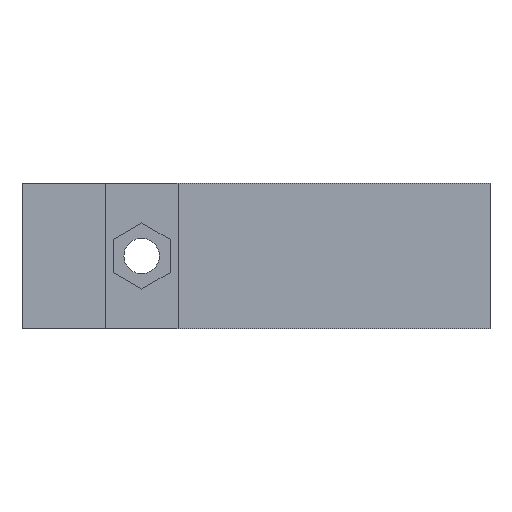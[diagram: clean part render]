
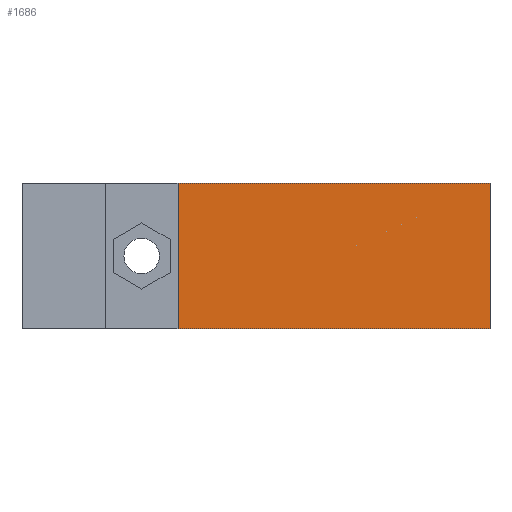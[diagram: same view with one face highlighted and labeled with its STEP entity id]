
A CAD part, left-side view. The second image highlights one B-rep face of the part: STEP entity #1686.
In plain terms, the highlighted planar face has unit normal (-1, 0, 0).
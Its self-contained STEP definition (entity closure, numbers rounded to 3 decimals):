
#14 = PLANE ( 'NONE',  #381 ) ;
#31 = DIRECTION ( 'NONE',  ( 0., 0., -1. ) ) ;
#42 = EDGE_LOOP ( 'NONE', ( #245, #605, #989, #1392 ) ) ;
#92 = CARTESIAN_POINT ( 'NONE',  ( 0., -30., 14. ) ) ;
#164 = CARTESIAN_POINT ( 'NONE',  ( 0., -30., 14. ) ) ;
#245 = ORIENTED_EDGE ( 'NONE', *, *, #1351, .T. ) ;
#337 = EDGE_CURVE ( 'NONE', #1510, #854, #1050, .T. ) ;
#381 = AXIS2_PLACEMENT_3D ( 'NONE', #164, #448, #1465 ) ;
#448 = DIRECTION ( 'NONE',  ( 1., 0., 0. ) ) ;
#481 = CARTESIAN_POINT ( 'NONE',  ( 0., 0., 14. ) ) ;
#605 = ORIENTED_EDGE ( 'NONE', *, *, #337, .F. ) ;
#664 = DIRECTION ( 'NONE',  ( 0., -1., 0. ) ) ;
#678 = VECTOR ( 'NONE', #1178, 1000. ) ;
#763 = VECTOR ( 'NONE', #1782, 1000. ) ;
#765 = CARTESIAN_POINT ( 'NONE',  ( 0., 0., 14. ) ) ;
#805 = LINE ( 'NONE', #92, #1106 ) ;
#854 = VERTEX_POINT ( 'NONE', #1397 ) ;
#907 = CARTESIAN_POINT ( 'NONE',  ( 0., -30., 14. ) ) ;
#989 = ORIENTED_EDGE ( 'NONE', *, *, #1054, .F. ) ;
#1000 = VECTOR ( 'NONE', #31, 1000. ) ;
#1050 = LINE ( 'NONE', #907, #678 ) ;
#1054 = EDGE_CURVE ( 'NONE', #1432, #1510, #805, .T. ) ;
#1106 = VECTOR ( 'NONE', #664, 1000. ) ;
#1149 = LINE ( 'NONE', #1177, #763 ) ;
#1177 = CARTESIAN_POINT ( 'NONE',  ( 0., -30., 0. ) ) ;
#1178 = DIRECTION ( 'NONE',  ( 0., 0., -1. ) ) ;
#1341 = CARTESIAN_POINT ( 'NONE',  ( 0., 0., 0. ) ) ;
#1351 = EDGE_CURVE ( 'NONE', #1395, #854, #1149, .T. ) ;
#1392 = ORIENTED_EDGE ( 'NONE', *, *, #1441, .T. ) ;
#1395 = VERTEX_POINT ( 'NONE', #1341 ) ;
#1397 = CARTESIAN_POINT ( 'NONE',  ( 0., -30., 0. ) ) ;
#1416 = LINE ( 'NONE', #765, #1000 ) ;
#1432 = VERTEX_POINT ( 'NONE', #481 ) ;
#1441 = EDGE_CURVE ( 'NONE', #1432, #1395, #1416, .T. ) ;
#1465 = DIRECTION ( 'NONE',  ( 0., 0., -1. ) ) ;
#1491 = CARTESIAN_POINT ( 'NONE',  ( 0., -30., 14. ) ) ;
#1510 = VERTEX_POINT ( 'NONE', #1491 ) ;
#1686 = ADVANCED_FACE ( 'NONE', ( #1869 ), #14, .F. ) ;
#1782 = DIRECTION ( 'NONE',  ( 0., -1., 0. ) ) ;
#1869 = FACE_OUTER_BOUND ( 'NONE', #42, .T. ) ;
